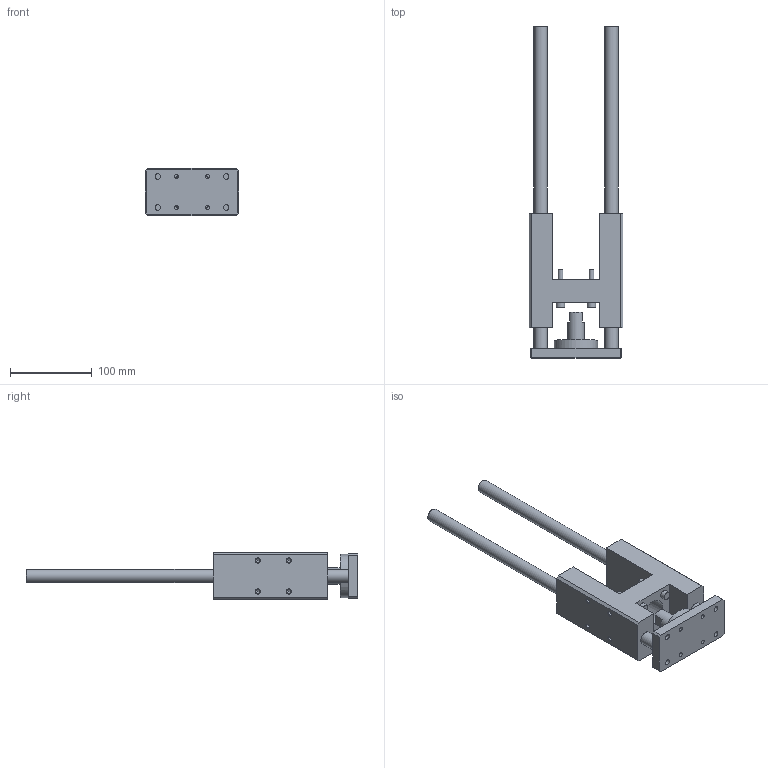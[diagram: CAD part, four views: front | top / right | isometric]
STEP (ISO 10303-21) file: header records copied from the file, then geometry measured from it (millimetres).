
FILE_DESCRIPTION(/* description */ ('Unknown'),/* implementation_level */ '2;1');
FILE_NAME(/* name */ '1320.40.200.GLB',/* time_stamp */ '2020-08-12T10:33:41-04:00',/* author */ ('Unknown'),/* organization */ ('Unknown'),/* preprocessor_version */ 'ST-DEVELOPER v16.7',/* originating_system */ 'Solid Edge',/* authorisation */ 'Unknown');
FILE_SCHEMA (('AUTOMOTIVE_DESIGN {1 0 10303 214 3 1 1}'));
Length unit declared in the file: millimetre
Products named in the file (3): 1320.40.200.GLB; corpo-glb_40; piastra-glb_40
Assembly tree (2 placements, depth 2):
  1320.40.200.GLB
    corpo-glb_40
    piastra-glb_40
Bounding box: 115 x 407 x 58 mm (x, y, z)
Volume: 731832 mm3; surface area: 142379.8 mm2
Topology: 2 solids, 2 shells, 120 faces, 278 edges, 176 vertices
Faces by surface type: plane 56, cylinder 40, cone 24
Full cylindrical faces by diameter (mm): 5 x4, 5.15 x12, 6 x4, 6.6 x4, 10 x4, 10.75 x1, 11 x4, 16 x4, 20 x1, 35 x1, 53 x1
Entity records: 3194 total; most frequent: CARTESIAN_POINT 618, DIRECTION 544, ORIENTED_EDGE 386, FACE_BOUND 235, AXIS2_PLACEMENT_3D 232, EDGE_LOOP 230, EDGE_CURVE 193, VERTEX_POINT 162
